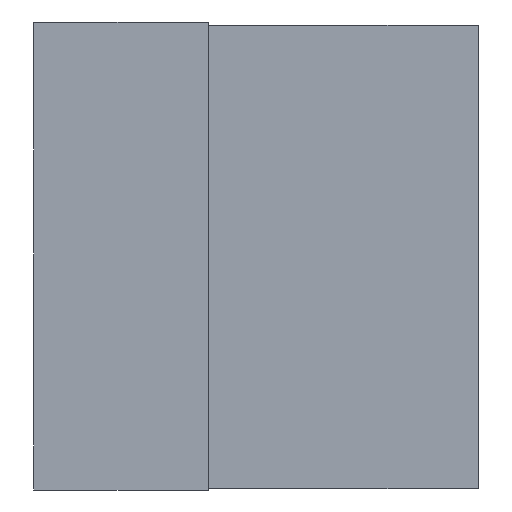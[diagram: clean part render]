
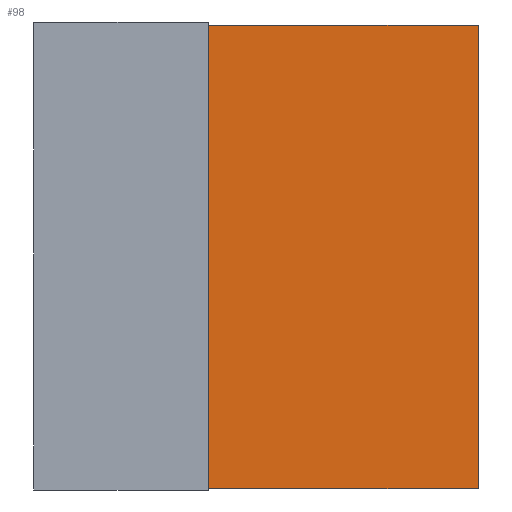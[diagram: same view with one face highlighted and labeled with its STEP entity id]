
A CAD part, front view. The second image highlights one B-rep face of the part: STEP entity #98.
In plain terms, the highlighted planar face has unit normal (0, -1, 0).
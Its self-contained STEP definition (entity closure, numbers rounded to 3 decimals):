
#32 = VERTEX_POINT('',#33);
#33 = CARTESIAN_POINT('',(28.,-85.,-29.6));
#39 = EDGE_CURVE('',#40,#32,#42,.T.);
#40 = VERTEX_POINT('',#41);
#41 = CARTESIAN_POINT('',(11.,-85.,-29.6));
#42 = LINE('',#43,#44);
#43 = CARTESIAN_POINT('',(11.,-85.,-29.6));
#44 = VECTOR('',#45,1.);
#45 = DIRECTION('',(1.,0.,0.));
#98 = ADVANCED_FACE('',(#99),#124,.T.);
#99 = FACE_BOUND('',#100,.T.);
#100 = EDGE_LOOP('',(#101,#102,#110,#118));
#101 = ORIENTED_EDGE('',*,*,#39,.T.);
#102 = ORIENTED_EDGE('',*,*,#103,.T.);
#103 = EDGE_CURVE('',#32,#104,#106,.T.);
#104 = VERTEX_POINT('',#105);
#105 = CARTESIAN_POINT('',(28.,-85.,-0.4));
#106 = LINE('',#107,#108);
#107 = CARTESIAN_POINT('',(28.,-85.,-29.6));
#108 = VECTOR('',#109,1.);
#109 = DIRECTION('',(0.,0.,1.));
#110 = ORIENTED_EDGE('',*,*,#111,.F.);
#111 = EDGE_CURVE('',#112,#104,#114,.T.);
#112 = VERTEX_POINT('',#113);
#113 = CARTESIAN_POINT('',(11.,-85.,-0.4));
#114 = LINE('',#115,#116);
#115 = CARTESIAN_POINT('',(11.,-85.,-0.4));
#116 = VECTOR('',#117,1.);
#117 = DIRECTION('',(1.,0.,0.));
#118 = ORIENTED_EDGE('',*,*,#119,.F.);
#119 = EDGE_CURVE('',#40,#112,#120,.T.);
#120 = LINE('',#121,#122);
#121 = CARTESIAN_POINT('',(11.,-85.,-29.6));
#122 = VECTOR('',#123,1.);
#123 = DIRECTION('',(0.,0.,1.));
#124 = PLANE('',#125);
#125 = AXIS2_PLACEMENT_3D('',#126,#127,#128);
#126 = CARTESIAN_POINT('',(11.,-85.,-29.6));
#127 = DIRECTION('',(0.,-1.,0.));
#128 = DIRECTION('',(0.,0.,1.));
